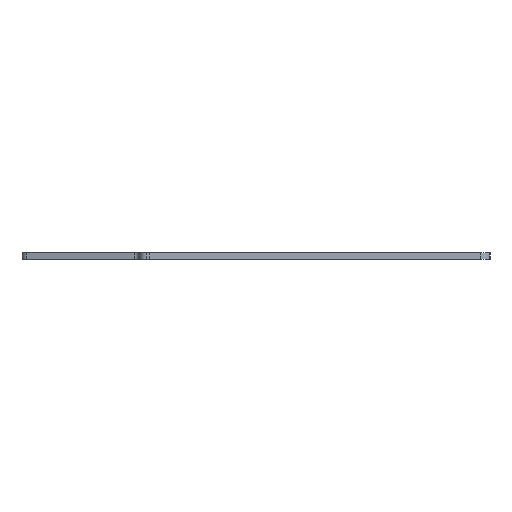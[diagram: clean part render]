
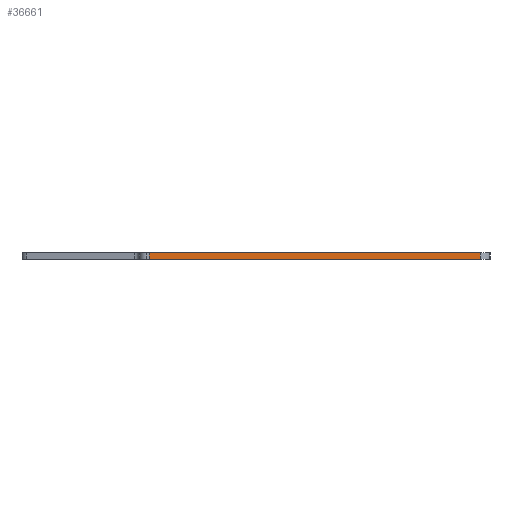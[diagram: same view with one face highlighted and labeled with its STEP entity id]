
A CAD part, left-side view. The second image highlights one B-rep face of the part: STEP entity #36661.
In plain terms, the highlighted planar face has unit normal (-1, 0, 0).
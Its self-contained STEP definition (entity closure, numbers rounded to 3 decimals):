
#83 = PLANE('',#84);
#84 = AXIS2_PLACEMENT_3D('',#85,#86,#87);
#85 = CARTESIAN_POINT('',(156.322,-111.792,1.6));
#86 = DIRECTION('',(-0.,-0.,-1.));
#87 = DIRECTION('',(-1.,0.,0.));
#137 = PLANE('',#138);
#138 = AXIS2_PLACEMENT_3D('',#139,#140,#141);
#139 = CARTESIAN_POINT('',(156.322,-111.792,0.));
#140 = DIRECTION('',(-0.,-0.,-1.));
#141 = DIRECTION('',(-1.,0.,0.));
#500 = VERTEX_POINT('',#501);
#501 = CARTESIAN_POINT('',(59.436,-154.686,0.));
#520 = CYLINDRICAL_SURFACE('',#521,2.286);
#521 = AXIS2_PLACEMENT_3D('',#522,#523,#524);
#522 = CARTESIAN_POINT('',(61.722,-154.686,0.));
#523 = DIRECTION('',(-0.,-0.,-1.));
#524 = DIRECTION('',(1.,0.,-0.));
#532 = EDGE_CURVE('',#500,#533,#535,.T.);
#533 = VERTEX_POINT('',#534);
#534 = CARTESIAN_POINT('',(59.436,-78.486,0.));
#535 = SURFACE_CURVE('',#536,(#540,#547),.PCURVE_S1.);
#536 = LINE('',#537,#538);
#537 = CARTESIAN_POINT('',(59.436,-154.686,0.));
#538 = VECTOR('',#539,1.);
#539 = DIRECTION('',(0.,1.,0.));
#540 = PCURVE('',#137,#541);
#541 = DEFINITIONAL_REPRESENTATION('',(#542),#546);
#542 = LINE('',#543,#544);
#543 = CARTESIAN_POINT('',(96.886,-42.894));
#544 = VECTOR('',#545,1.);
#545 = DIRECTION('',(0.,1.));
#546 = ( GEOMETRIC_REPRESENTATION_CONTEXT(2) 
PARAMETRIC_REPRESENTATION_CONTEXT() REPRESENTATION_CONTEXT('2D SPACE',''
  ) );
#547 = PCURVE('',#548,#553);
#548 = PLANE('',#549);
#549 = AXIS2_PLACEMENT_3D('',#550,#551,#552);
#550 = CARTESIAN_POINT('',(59.436,-154.686,0.));
#551 = DIRECTION('',(-1.,0.,0.));
#552 = DIRECTION('',(0.,1.,0.));
#553 = DEFINITIONAL_REPRESENTATION('',(#554),#558);
#554 = LINE('',#555,#556);
#555 = CARTESIAN_POINT('',(0.,0.));
#556 = VECTOR('',#557,1.);
#557 = DIRECTION('',(1.,0.));
#558 = ( GEOMETRIC_REPRESENTATION_CONTEXT(2) 
PARAMETRIC_REPRESENTATION_CONTEXT() REPRESENTATION_CONTEXT('2D SPACE',''
  ) );
#576 = PLANE('',#577);
#577 = AXIS2_PLACEMENT_3D('',#578,#579,#580);
#578 = CARTESIAN_POINT('',(59.436,-78.486,0.));
#579 = DIRECTION('',(-1.,0.,0.));
#580 = DIRECTION('',(0.,1.,0.));
#19923 = VERTEX_POINT('',#19924);
#19924 = CARTESIAN_POINT('',(59.436,-154.686,1.6));
#19950 = EDGE_CURVE('',#19923,#19951,#19953,.T.);
#19951 = VERTEX_POINT('',#19952);
#19952 = CARTESIAN_POINT('',(59.436,-78.486,1.6));
#19953 = SURFACE_CURVE('',#19954,(#19958,#19965),.PCURVE_S1.);
#19954 = LINE('',#19955,#19956);
#19955 = CARTESIAN_POINT('',(59.436,-154.686,1.6));
#19956 = VECTOR('',#19957,1.);
#19957 = DIRECTION('',(0.,1.,0.));
#19958 = PCURVE('',#83,#19959);
#19959 = DEFINITIONAL_REPRESENTATION('',(#19960),#19964);
#19960 = LINE('',#19961,#19962);
#19961 = CARTESIAN_POINT('',(96.886,-42.894));
#19962 = VECTOR('',#19963,1.);
#19963 = DIRECTION('',(0.,1.));
#19964 = ( GEOMETRIC_REPRESENTATION_CONTEXT(2) 
PARAMETRIC_REPRESENTATION_CONTEXT() REPRESENTATION_CONTEXT('2D SPACE',''
  ) );
#19965 = PCURVE('',#548,#19966);
#19966 = DEFINITIONAL_REPRESENTATION('',(#19967),#19971);
#19967 = LINE('',#19968,#19969);
#19968 = CARTESIAN_POINT('',(0.,-1.6));
#19969 = VECTOR('',#19970,1.);
#19970 = DIRECTION('',(1.,0.));
#19971 = ( GEOMETRIC_REPRESENTATION_CONTEXT(2) 
PARAMETRIC_REPRESENTATION_CONTEXT() REPRESENTATION_CONTEXT('2D SPACE',''
  ) );
#36611 = EDGE_CURVE('',#533,#19951,#36612,.T.);
#36612 = SURFACE_CURVE('',#36613,(#36617,#36624),.PCURVE_S1.);
#36613 = LINE('',#36614,#36615);
#36614 = CARTESIAN_POINT('',(59.436,-78.486,0.));
#36615 = VECTOR('',#36616,1.);
#36616 = DIRECTION('',(0.,0.,1.));
#36617 = PCURVE('',#576,#36618);
#36618 = DEFINITIONAL_REPRESENTATION('',(#36619),#36623);
#36619 = LINE('',#36620,#36621);
#36620 = CARTESIAN_POINT('',(0.,0.));
#36621 = VECTOR('',#36622,1.);
#36622 = DIRECTION('',(0.,-1.));
#36623 = ( GEOMETRIC_REPRESENTATION_CONTEXT(2) 
PARAMETRIC_REPRESENTATION_CONTEXT() REPRESENTATION_CONTEXT('2D SPACE',''
  ) );
#36624 = PCURVE('',#548,#36625);
#36625 = DEFINITIONAL_REPRESENTATION('',(#36626),#36630);
#36626 = LINE('',#36627,#36628);
#36627 = CARTESIAN_POINT('',(76.2,0.));
#36628 = VECTOR('',#36629,1.);
#36629 = DIRECTION('',(0.,-1.));
#36630 = ( GEOMETRIC_REPRESENTATION_CONTEXT(2) 
PARAMETRIC_REPRESENTATION_CONTEXT() REPRESENTATION_CONTEXT('2D SPACE',''
  ) );
#36661 = ADVANCED_FACE('',(#36662),#548,.T.);
#36662 = FACE_BOUND('',#36663,.T.);
#36663 = EDGE_LOOP('',(#36664,#36685,#36686,#36687));
#36664 = ORIENTED_EDGE('',*,*,#36665,.T.);
#36665 = EDGE_CURVE('',#500,#19923,#36666,.T.);
#36666 = SURFACE_CURVE('',#36667,(#36671,#36678),.PCURVE_S1.);
#36667 = LINE('',#36668,#36669);
#36668 = CARTESIAN_POINT('',(59.436,-154.686,0.));
#36669 = VECTOR('',#36670,1.);
#36670 = DIRECTION('',(0.,0.,1.));
#36671 = PCURVE('',#548,#36672);
#36672 = DEFINITIONAL_REPRESENTATION('',(#36673),#36677);
#36673 = LINE('',#36674,#36675);
#36674 = CARTESIAN_POINT('',(0.,0.));
#36675 = VECTOR('',#36676,1.);
#36676 = DIRECTION('',(0.,-1.));
#36677 = ( GEOMETRIC_REPRESENTATION_CONTEXT(2) 
PARAMETRIC_REPRESENTATION_CONTEXT() REPRESENTATION_CONTEXT('2D SPACE',''
  ) );
#36678 = PCURVE('',#520,#36679);
#36679 = DEFINITIONAL_REPRESENTATION('',(#36680),#36684);
#36680 = LINE('',#36681,#36682);
#36681 = CARTESIAN_POINT('',(-3.142,0.));
#36682 = VECTOR('',#36683,1.);
#36683 = DIRECTION('',(-0.,-1.));
#36684 = ( GEOMETRIC_REPRESENTATION_CONTEXT(2) 
PARAMETRIC_REPRESENTATION_CONTEXT() REPRESENTATION_CONTEXT('2D SPACE',''
  ) );
#36685 = ORIENTED_EDGE('',*,*,#19950,.T.);
#36686 = ORIENTED_EDGE('',*,*,#36611,.F.);
#36687 = ORIENTED_EDGE('',*,*,#532,.F.);
